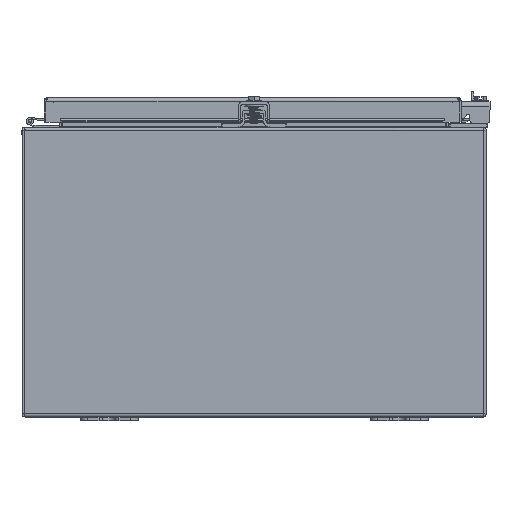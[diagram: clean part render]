
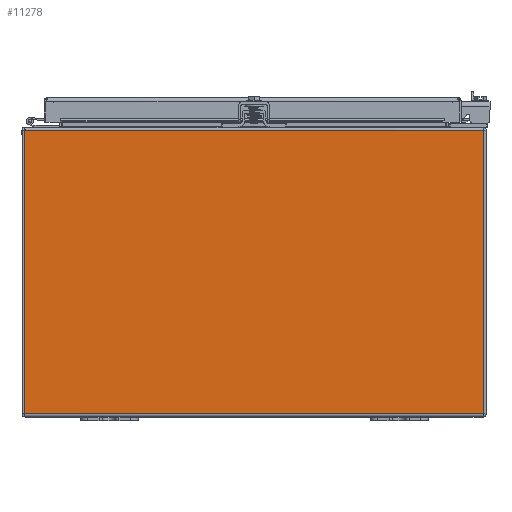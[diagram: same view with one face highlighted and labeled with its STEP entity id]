
A CAD part, front view. The second image highlights one B-rep face of the part: STEP entity #11278.
In plain terms, the highlighted planar face has unit normal (0, -1, 0).
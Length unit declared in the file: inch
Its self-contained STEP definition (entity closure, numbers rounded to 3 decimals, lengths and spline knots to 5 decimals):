
#1145=PLANE('',#11997);
#1526=FACE_OUTER_BOUND('',#2190,.T.);
#2190=EDGE_LOOP('',(#8212,#8213,#8214,#8215));
#2954=LINE('',#16601,#3967);
#2955=LINE('',#16619,#3968);
#2956=LINE('',#16620,#3969);
#2957=LINE('',#16621,#3970);
#3967=VECTOR('',#13238,15.85059);
#3968=VECTOR('',#13241,15.85059);
#3969=VECTOR('',#13242,9.7895);
#3970=VECTOR('',#13243,9.7895);
#5375=VERTEX_POINT('',#16599);
#5376=VERTEX_POINT('',#16600);
#5377=VERTEX_POINT('',#16617);
#5378=VERTEX_POINT('',#16618);
#6476=EDGE_CURVE('',#5375,#5376,#2954,.T.);
#6479=EDGE_CURVE('',#5377,#5378,#2955,.T.);
#6480=EDGE_CURVE('',#5375,#5378,#2956,.T.);
#6481=EDGE_CURVE('',#5377,#5376,#2957,.T.);
#8212=ORIENTED_EDGE('',*,*,#6479,.T.);
#8213=ORIENTED_EDGE('',*,*,#6480,.F.);
#8214=ORIENTED_EDGE('',*,*,#6476,.T.);
#8215=ORIENTED_EDGE('',*,*,#6481,.F.);
#11278=ADVANCED_FACE('',(#1526),#1145,.F.);
#11997=AXIS2_PLACEMENT_3D('',#16616,#13239,#13240);
#13238=DIRECTION('',(-1.,0.,0.));
#13239=DIRECTION('center_axis',(0.,1.,0.));
#13240=DIRECTION('ref_axis',(1.,0.,0.));
#13241=DIRECTION('',(1.,0.,0.));
#13242=DIRECTION('',(0.,0.,-1.));
#13243=DIRECTION('',(0.,0.,1.));
#16599=CARTESIAN_POINT('',(7.92529,-10.,9.89475));
#16600=CARTESIAN_POINT('',(-7.92529,-10.,9.89475));
#16601=CARTESIAN_POINT('',(3.96265,-10.,9.89475));
#16616=CARTESIAN_POINT('Origin',(0.,-10.,5.02398));
#16617=CARTESIAN_POINT('',(-7.92529,-10.,0.10525));
#16618=CARTESIAN_POINT('',(7.92529,-10.,0.10525));
#16619=CARTESIAN_POINT('',(0.,-10.,0.10525));
#16620=CARTESIAN_POINT('',(7.92529,-10.,0.10525));
#16621=CARTESIAN_POINT('',(-7.92529,-10.,0.10525));
